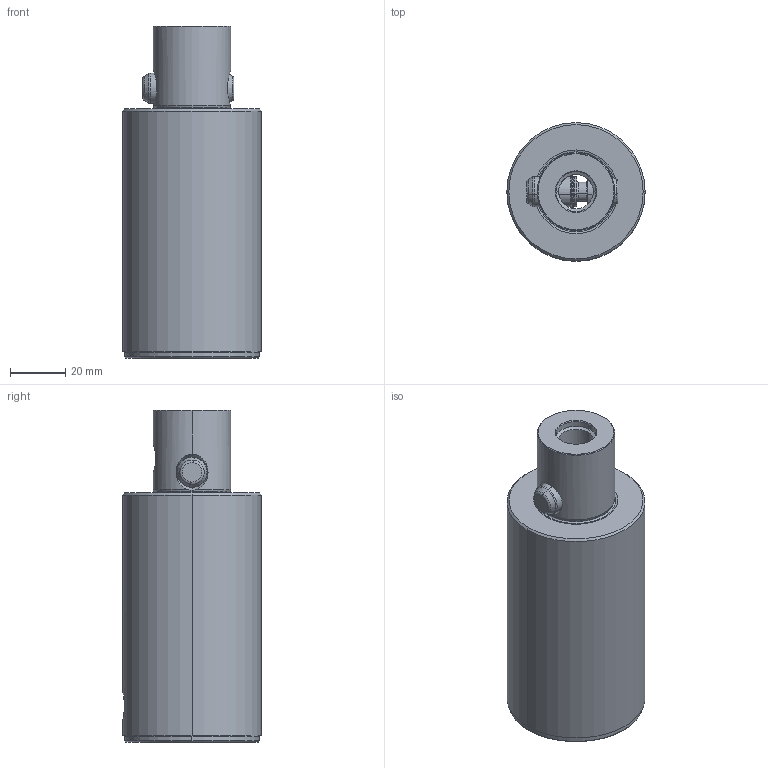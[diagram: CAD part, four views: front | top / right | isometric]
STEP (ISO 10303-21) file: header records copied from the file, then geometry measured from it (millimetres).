
FILE_DESCRIPTION(('no description'),'unknown implementation level');
FILE_NAME('9CA5FB7C-2EAD-4A54-8A08-4307E8AAB933_export.stp',' ',('CIMSOURCE GmbH'),('CADClick - KiM GmbH - www.kimweb.de'),'unknown preprocess','ACIS','unknown authorization');
FILE_SCHEMA(('automotive_design'));
Length unit declared in the file: millimetre
Products named in the file (4): 331.555 Kaiser CKS5 X CKS5 X 90B|331.555 Kaiser CKS5 X CKS5 X 90B_Standard;NONE; 331.555 Kaiser CKS5 X CKS5 X 90B|690.435 Kaiser ETL M10 X 14 CK5_Standard;NONE; 331.555 Kaiser CKS5 X CKS5 X 90B|691.505 Kaiser ETL �11 X 33K_Standard|691.525 Mitnehmerbolzen_Standard;NONE; 331.555 Kaiser CKS5 X CKS5 X 90B|691.505 Kaiser ETL �11 X 33K_Standard|693.304 Sprengring_Standard;NONE
Bounding box: 50 x 50 x 120 mm (x, y, z)
Volume: 154744 mm3; surface area: 30464.8 mm2
Topology: 4 solids, 4 shells, 165 faces, 372 edges, 214 vertices
Faces by surface type: cone 52, cylinder 47, plane 40, torus 26
Entity records: 9571 total; most frequent: CARTESIAN_POINT 1529, DIRECTION 848, STYLED_ITEM 751, PRESENTATION_STYLE_ASSIGNMENT 751, COLOUR_RGB 751, ORIENTED_EDGE 736, EDGE_CURVE 368, CURVE_STYLE 368
